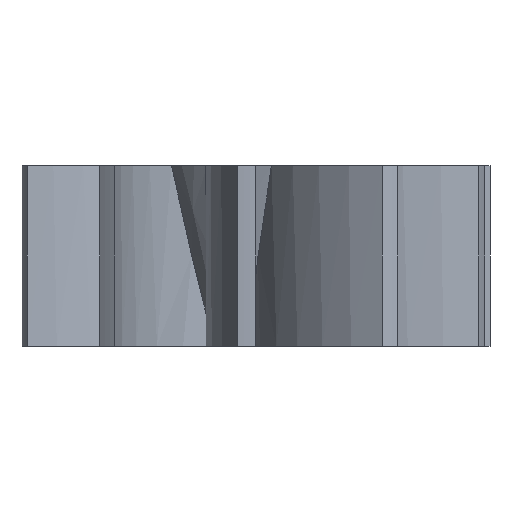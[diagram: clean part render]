
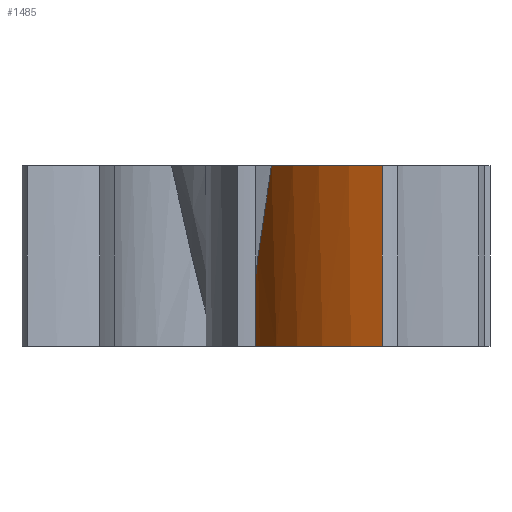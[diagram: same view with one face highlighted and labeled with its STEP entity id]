
A CAD part, left-side view. The second image highlights one B-rep face of the part: STEP entity #1485.
In plain terms, the highlighted cylindrical face has radius 40 mm (diameter 80 mm), a partial arc.
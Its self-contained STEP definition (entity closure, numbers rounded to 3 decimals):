
#11=CARTESIAN_POINT('',(2.418,-37.354,0.));
#12=DIRECTION('',(0.,0.,-1.));
#13=DIRECTION('',(-0.912,0.41,0.));
#14=AXIS2_PLACEMENT_3D('',#11,#12,#13);
#189=CARTESIAN_POINT('',(2.418,-37.354,30.));
#190=DIRECTION('',(0.,0.,-1.));
#191=DIRECTION('',(-0.912,0.41,0.));
#192=AXIS2_PLACEMENT_3D('',#189,#190,#191);
#521=CARTESIAN_POINT('',(-17.312,-2.558,30.));
#522=CARTESIAN_POINT('',(-16.161,-1.906,26.104));
#523=CARTESIAN_POINT('',(-13.914,-0.782,
18.686));
#524=CARTESIAN_POINT('',(-10.789,0.448,8.772));
#525=CARTESIAN_POINT('',(-8.836,1.043,2.805));
#526=CARTESIAN_POINT('',(-7.895,1.294,0.));
#641=DIRECTION('',(0.,0.,1.));
#642=VECTOR('',#641,30.);
#643=CARTESIAN_POINT('',(-34.069,-20.96,0.));
#644=LINE('',#643,#642);
#766=CARTESIAN_POINT('',(-34.069,-20.96,0.));
#768=VERTEX_POINT('',#766);
#770=CARTESIAN_POINT('',(-34.069,-20.96,30.));
#772=VERTEX_POINT('',#770);
#773=VERTEX_POINT('',#521);
#774=VERTEX_POINT('',#526);
#1473=CARTESIAN_POINT('',(2.418,-37.354,0.));
#1474=DIRECTION('',(0.,0.,-1.));
#1475=DIRECTION('',(-0.809,-0.588,0.));
#1476=AXIS2_PLACEMENT_3D('',#1473,#1474,#1475);
#1477=CYLINDRICAL_SURFACE('',#1476,40.);
#1478=ORIENTED_EDGE('',*,*,#1108,.F.);
#1479=ORIENTED_EDGE('',*,*,#910,.F.);
#1481=ORIENTED_EDGE('',*,*,#1480,.F.);
#1482=ORIENTED_EDGE('',*,*,#784,.T.);
#1483=EDGE_LOOP('',(#1478,#1479,#1481,#1482));
#1484=FACE_OUTER_BOUND('',#1483,.F.);
#1485=ADVANCED_FACE('',(#1484),#1477,.T.);
#15=CIRCLE('',#14,40.);
#193=CIRCLE('',#192,40.);
#527=B_SPLINE_CURVE_WITH_KNOTS('',3,(#521,#522,#523,#524,#525,#526),
.UNSPECIFIED.,.F.,.F.,(4,1,1,4),(0.,0.333,0.667,1.),
.UNSPECIFIED.);
#784=EDGE_CURVE('',#768,#774,#15,.T.);
#910=EDGE_CURVE('',#772,#773,#193,.T.);
#1108=EDGE_CURVE('',#773,#774,#527,.T.);
#1480=EDGE_CURVE('',#768,#772,#644,.T.);
